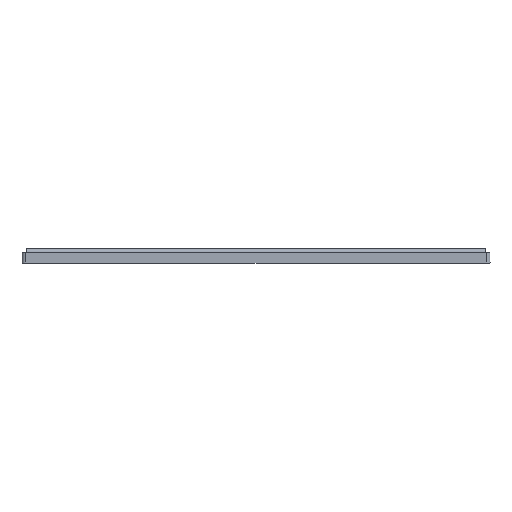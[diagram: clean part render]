
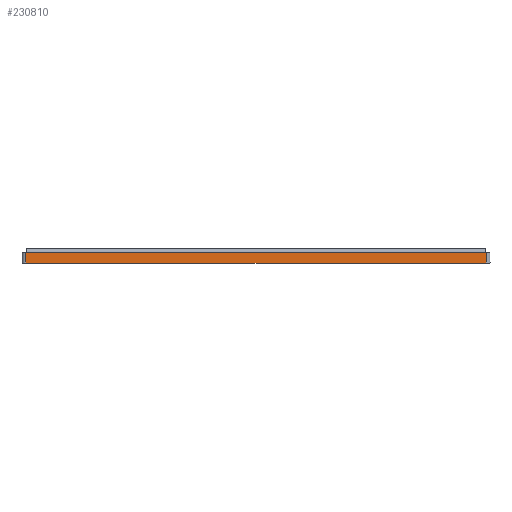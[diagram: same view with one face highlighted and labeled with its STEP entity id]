
A CAD part, front view. The second image highlights one B-rep face of the part: STEP entity #230810.
In plain terms, the highlighted planar face has unit normal (0, -1, 0).
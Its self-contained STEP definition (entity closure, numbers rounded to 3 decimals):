
#1720=CARTESIAN_POINT('',(-11.898,-15.709,-1.5));
#1730=VERTEX_POINT('',#1720);
#1950=CARTESIAN_POINT('',(-12.598,-15.709,
-10.271));
#1960=VERTEX_POINT('',#1950);
#2010=CARTESIAN_POINT('',(362.045,-15.709,-10.271));
#2020=DIRECTION('',(-1.,0.,0.));
#2030=VECTOR('',#2020,1.);
#2040=LINE('',#2010,#2030);
#2050=CARTESIAN_POINT('',(374.802,-15.709,
-10.271));
#2060=VERTEX_POINT('',#2050);
#2070=EDGE_CURVE('',#2060,#1960,#2040,.T.);
#3030=CARTESIAN_POINT('',(374.102,-15.709,-1.5));
#3040=VERTEX_POINT('',#3030);
#221880=CARTESIAN_POINT('',(0.,-15.709,-1.5));
#221890=DIRECTION('',(1.,0.,0.));
#221900=VECTOR('',#221890,1.);
#221910=LINE('',#221880,#221900);
#221920=EDGE_CURVE('',#1730,#3040,#221910,.T.);
#223210=CARTESIAN_POINT('',(0.,-15.709,-1.5));
#223220=DIRECTION('',(-1.,0.,0.));
#223230=VECTOR('',#223220,1.);
#223240=LINE('',#223210,#223230);
#223250=CARTESIAN_POINT('',(-12.598,-15.709,-1.5));
#223260=VERTEX_POINT('',#223250);
#223270=EDGE_CURVE('',#1730,#223260,#223240,.T.);
#225030=CARTESIAN_POINT('',(374.802,-15.709,-1.5));
#225040=VERTEX_POINT('',#225030);
#225070=CARTESIAN_POINT('',(0.,-15.709,-1.5));
#225080=DIRECTION('',(1.,0.,0.));
#225090=VECTOR('',#225080,1.);
#225100=LINE('',#225070,#225090);
#225110=EDGE_CURVE('',#3040,#225040,#225100,.T.);
#226950=CARTESIAN_POINT('',(-12.598,-15.709,0.));
#226960=DIRECTION('',(0.,0.,-1.));
#226970=VECTOR('',#226960,1.);
#226980=LINE('',#226950,#226970);
#226990=EDGE_CURVE('',#223260,#1960,#226980,.T.);
#230630=CARTESIAN_POINT('',(184.303,-15.709,
73.441));
#230640=DIRECTION('',(0.,-1.,0.));
#230650=DIRECTION('',(1.,0.,0.));
#230660=AXIS2_PLACEMENT_3D('',#230630,#230640,#230650);
#230670=PLANE('',#230660);
#230680=ORIENTED_EDGE('',*,*,#2070,.F.);
#230690=ORIENTED_EDGE('',*,*,#226990,.T.);
#230700=ORIENTED_EDGE('',*,*,#223270,.T.);
#230710=ORIENTED_EDGE('',*,*,#221920,.F.);
#230720=ORIENTED_EDGE('',*,*,#225110,.F.);
#230730=CARTESIAN_POINT('',(374.802,-15.709,0.));
#230740=DIRECTION('',(0.,0.,1.));
#230750=VECTOR('',#230740,1.);
#230760=LINE('',#230730,#230750);
#230770=EDGE_CURVE('',#2060,#225040,#230760,.T.);
#230780=ORIENTED_EDGE('',*,*,#230770,.T.);
#230790=EDGE_LOOP('',(#230780,#230720,#230710,#230700,#230690,#230680));
#230800=FACE_OUTER_BOUND('',#230790,.T.);
#230810=ADVANCED_FACE('',(#230800),#230670,.T.);
